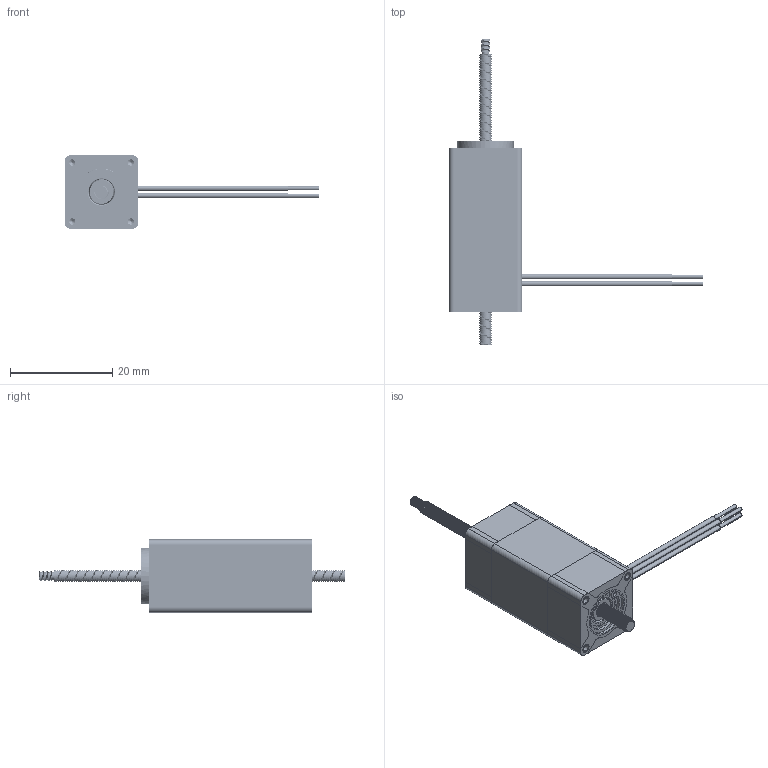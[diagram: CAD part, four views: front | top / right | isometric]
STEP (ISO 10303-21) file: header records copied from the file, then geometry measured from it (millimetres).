
FILE_DESCRIPTION((''),'2;1');
FILE_NAME('6N2103AB4-60SMSN-101_ASM','2022-12-07T',('yb5810'),(''),'CREO PARAMETRIC BY PTC INC, 2018220','CREO PARAMETRIC BY PTC INC, 2018220','');
FILE_SCHEMA(('CONFIG_CONTROL_DESIGN'));
Products named in the file (23): 02-700_AF0; 02-702-2_ASM; 12-098-1; 09-005A; 01-315-5; 01-315-6; 02-702-1_ASM; 06H-ZST; 02-702-1Z_ASM; 10-127; 10-131; 07-088; 03-750-1_AF0; 07-081_AF0; 03-750-1_AF1; 04-814_AF1; 08-143-14_AF0; 04-815-3_AF2_ASM; 10-561; 03-813-3_ASM; 06-006-6; 05-1226-1; 6N2103AB4-60SMSN-101_ASM
Assembly tree (25 placements, depth 5):
  6N2103AB4-60SMSN-101_ASM
    02-702-1Z_ASM
      02-702-1_ASM
        02-702-2_ASM
          02-700_AF0
        12-098-1  x2
        09-005A
        01-315-5
        01-315-6
      06H-ZST
    10-127
    10-131  x2
    07-088  x2
    03-813-3_ASM
      03-750-1_AF0
      07-081_AF0
      03-750-1_AF1
      04-815-3_AF2_ASM
        04-814_AF1
        08-143-14_AF0
      10-561
    06-006-6
    05-1226-1
Bounding box: 49.7 x 60 x 14.3 mm (x, y, z)
Volume: 7128.4 mm3; surface area: 15077.6 mm2
Topology: 23 solids, 32 shells, 2901 faces, 8166 edges, 5359 vertices
Faces by surface type: cylinder 1689, plane 1007, bspline 143, cone 38, torus 24
Entity records: 117633 total; most frequent: CARTESIAN_POINT 52847, ORIENTED_EDGE 13944, DIRECTION 13198, EDGE_CURVE 6990, AXIS2_PLACEMENT_3D 4812, VERTEX_POINT 4599, VECTOR 3574, LINE 3574
